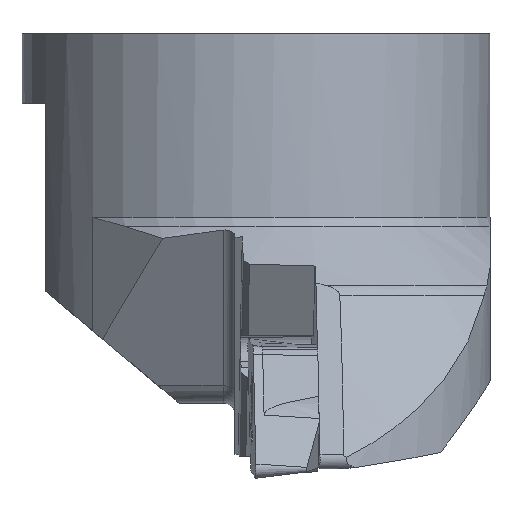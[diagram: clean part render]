
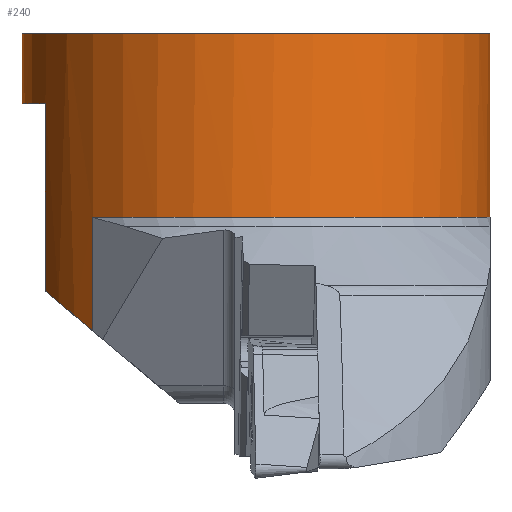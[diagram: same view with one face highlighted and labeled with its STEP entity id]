
A CAD part, left-side view. The second image highlights one B-rep face of the part: STEP entity #240.
In plain terms, the highlighted cylindrical face has radius 20 mm (diameter 40 mm), a full revolution.
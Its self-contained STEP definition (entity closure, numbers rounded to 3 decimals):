
#176=B_SPLINE_CURVE_WITH_KNOTS('',3,(#2537,#2538,#2539,#2540,#2541,#2542),
 .UNSPECIFIED.,.F.,.F.,(4,2,4),(0.,0.5,1.),.UNSPECIFIED.);
#177=B_SPLINE_CURVE_WITH_KNOTS('',3,(#2546,#2547,#2548,#2549,#2550,#2551,
#2552,#2553,#2554,#2555,#2556,#2557,#2558,#2559,#2560,#2561),
 .UNSPECIFIED.,.F.,.F.,(4,3,3,3,3,4),(0.,0.215,0.429,
0.643,0.855,1.),.UNSPECIFIED.);
#178=B_SPLINE_CURVE_WITH_KNOTS('',3,(#2565,#2566,#2567,#2568),
 .UNSPECIFIED.,.F.,.F.,(4,4),(0.,1.),.UNSPECIFIED.);
#215=FACE_BOUND('',#439,.T.);
#216=FACE_BOUND('',#440,.T.);
#240=ADVANCED_FACE('',(#215,#216),#337,.T.);
#337=CYLINDRICAL_SURFACE('',#1864,20.);
#439=EDGE_LOOP('',(#889));
#440=EDGE_LOOP('',(#890,#891,#892,#893,#894,#895,#896,#897,#898,#899,#900,
#901,#902,#903));
#548=CIRCLE('',#1857,20.);
#549=CIRCLE('',#1861,20.);
#550=CIRCLE('',#1863,20.);
#610=LINE('',#2530,#744);
#611=LINE('',#2535,#745);
#612=LINE('',#2570,#746);
#613=LINE('',#2574,#747);
#614=LINE('',#2578,#748);
#744=VECTOR('',#2042,1.);
#745=VECTOR('',#2045,1.);
#746=VECTOR('',#2050,1.);
#747=VECTOR('',#2053,1.);
#748=VECTOR('',#2056,1.);
#889=ORIENTED_EDGE('',*,*,#1535,.F.);
#890=ORIENTED_EDGE('',*,*,#1536,.F.);
#891=ORIENTED_EDGE('',*,*,#1537,.T.);
#892=ORIENTED_EDGE('',*,*,#1538,.T.);
#893=ORIENTED_EDGE('',*,*,#1539,.T.);
#894=ORIENTED_EDGE('',*,*,#1540,.T.);
#895=ORIENTED_EDGE('',*,*,#1541,.T.);
#896=ORIENTED_EDGE('',*,*,#1542,.F.);
#897=ORIENTED_EDGE('',*,*,#1543,.F.);
#898=ORIENTED_EDGE('',*,*,#1544,.T.);
#899=ORIENTED_EDGE('',*,*,#1545,.T.);
#900=ORIENTED_EDGE('',*,*,#1546,.T.);
#901=ORIENTED_EDGE('',*,*,#1547,.T.);
#902=ORIENTED_EDGE('',*,*,#1548,.T.);
#903=ORIENTED_EDGE('',*,*,#1549,.T.);
#1375=VERTEX_POINT('',#2529);
#1376=VERTEX_POINT('',#2531);
#1377=VERTEX_POINT('',#2532);
#1378=VERTEX_POINT('',#2534);
#1379=VERTEX_POINT('',#2536);
#1380=VERTEX_POINT('',#2543);
#1381=VERTEX_POINT('',#2545);
#1382=VERTEX_POINT('',#2562);
#1383=VERTEX_POINT('',#2564);
#1384=VERTEX_POINT('',#2569);
#1385=VERTEX_POINT('',#2571);
#1386=VERTEX_POINT('',#2573);
#1387=VERTEX_POINT('',#2575);
#1388=VERTEX_POINT('',#2577);
#1389=VERTEX_POINT('',#2579);
#1535=EDGE_CURVE('',#1375,#1375,#548,.T.);
#1536=EDGE_CURVE('',#1376,#1377,#610,.T.);
#1537=EDGE_CURVE('',#1376,#1378,#1775,.T.);
#1538=EDGE_CURVE('',#1378,#1379,#611,.T.);
#1539=EDGE_CURVE('',#1379,#1380,#176,.T.);
#1540=EDGE_CURVE('',#1380,#1381,#1776,.T.);
#1541=EDGE_CURVE('',#1381,#1382,#177,.T.);
#1542=EDGE_CURVE('',#1383,#1382,#1777,.T.);
#1543=EDGE_CURVE('',#1384,#1383,#178,.T.);
#1544=EDGE_CURVE('',#1384,#1385,#612,.T.);
#1545=EDGE_CURVE('',#1385,#1386,#549,.T.);
#1546=EDGE_CURVE('',#1386,#1387,#613,.T.);
#1547=EDGE_CURVE('',#1387,#1388,#1778,.T.);
#1548=EDGE_CURVE('',#1388,#1389,#614,.T.);
#1549=EDGE_CURVE('',#1389,#1377,#550,.T.);
#1775=ELLIPSE('',#1858,32.534,20.);
#1776=ELLIPSE('',#1859,20.076,20.);
#1777=ELLIPSE('',#1860,20.076,20.);
#1778=ELLIPSE('',#1862,26.108,20.);
#1857=AXIS2_PLACEMENT_3D('',#2528,#2040,#2041);
#1858=AXIS2_PLACEMENT_3D('',#2533,#2043,#2044);
#1859=AXIS2_PLACEMENT_3D('',#2544,#2046,#2047);
#1860=AXIS2_PLACEMENT_3D('',#2563,#2048,#2049);
#1861=AXIS2_PLACEMENT_3D('',#2572,#2051,#2052);
#1862=AXIS2_PLACEMENT_3D('',#2576,#2054,#2055);
#1863=AXIS2_PLACEMENT_3D('',#2580,#2057,#2058);
#1864=AXIS2_PLACEMENT_3D('',#2581,#2059,#2060);
#2040=DIRECTION('',(0.,0.,1.));
#2041=DIRECTION('',(1.,0.,0.));
#2042=DIRECTION('',(0.,0.,1.));
#2043=DIRECTION('',(-0.035,0.788,0.615));
#2044=DIRECTION('',(0.027,-0.614,0.789));
#2045=DIRECTION('',(0.,0.,1.));
#2046=DIRECTION('',(-0.087,0.,0.996));
#2047=DIRECTION('',(0.996,0.,0.087));
#2048=DIRECTION('',(0.087,0.,-0.996));
#2049=DIRECTION('',(0.996,0.,0.087));
#2050=DIRECTION('',(0.,0.,1.));
#2051=DIRECTION('',(0.,0.,1.));
#2052=DIRECTION('',(0.,-1.,0.));
#2053=DIRECTION('',(0.,0.,-1.));
#2054=DIRECTION('',(0.,-0.643,0.766));
#2055=DIRECTION('',(0.,0.766,0.643));
#2056=DIRECTION('',(0.,0.,1.));
#2057=DIRECTION('',(0.,0.,1.));
#2058=DIRECTION('',(1.,0.,0.));
#2059=DIRECTION('',(0.,0.,1.));
#2060=DIRECTION('',(-1.,0.,0.));
#2528=CARTESIAN_POINT('',(0.,0.,0.));
#2529=CARTESIAN_POINT('',(20.,0.,0.));
#2530=CARTESIAN_POINT('',(0.,-20.,-40.919));
#2531=CARTESIAN_POINT('',(0.,-20.,-28.808));
#2532=CARTESIAN_POINT('',(0.,-20.,-15.693));
#2533=CARTESIAN_POINT('',(0.,0.,-54.444));
#2534=CARTESIAN_POINT('',(1.,-19.975,-28.783));
#2535=CARTESIAN_POINT('',(1.,-19.975,-40.919));
#2536=CARTESIAN_POINT('',(1.,-19.975,-20.069));
#2537=CARTESIAN_POINT('',(1.,-19.975,-20.069));
#2538=CARTESIAN_POINT('',(1.,-19.975,-17.444));
#2539=CARTESIAN_POINT('',(2.055,-19.976,-14.872));
#2540=CARTESIAN_POINT('',(5.61,-19.282,-11.159));
#2541=CARTESIAN_POINT('',(8.069,-18.486,-10.104));
#2542=CARTESIAN_POINT('',(10.311,-17.137,-9.908));
#2543=CARTESIAN_POINT('',(10.311,-17.137,-9.908));
#2544=CARTESIAN_POINT('',(0.,0.,-10.81));
#2545=CARTESIAN_POINT('',(19.919,1.8,-9.067));
#2546=CARTESIAN_POINT('',(19.919,1.8,-9.067));
#2547=CARTESIAN_POINT('',(19.919,1.801,-8.956));
#2548=CARTESIAN_POINT('',(19.917,1.82,-8.843));
#2549=CARTESIAN_POINT('',(19.914,1.858,-8.738));
#2550=CARTESIAN_POINT('',(19.91,1.895,-8.632));
#2551=CARTESIAN_POINT('',(19.905,1.951,-8.532));
#2552=CARTESIAN_POINT('',(19.898,2.021,-8.446));
#2553=CARTESIAN_POINT('',(19.891,2.091,-8.359));
#2554=CARTESIAN_POINT('',(19.882,2.176,-8.284));
#2555=CARTESIAN_POINT('',(19.871,2.27,-8.226));
#2556=CARTESIAN_POINT('',(19.86,2.363,-8.168));
#2557=CARTESIAN_POINT('',(19.847,2.468,-8.126));
#2558=CARTESIAN_POINT('',(19.834,2.575,-8.102));
#2559=CARTESIAN_POINT('',(19.824,2.649,-8.086));
#2560=CARTESIAN_POINT('',(19.814,2.725,-8.078));
#2561=CARTESIAN_POINT('',(19.803,2.8,-8.079));
#2562=CARTESIAN_POINT('',(19.803,2.8,-8.079));
#2563=CARTESIAN_POINT('',(0.,0.,-9.812));
#2564=CARTESIAN_POINT('',(10.324,17.129,-8.909));
#2565=CARTESIAN_POINT('',(8.718,18.,-9.168));
#2566=CARTESIAN_POINT('',(9.259,17.738,-9.04));
#2567=CARTESIAN_POINT('',(9.799,17.446,-8.955));
#2568=CARTESIAN_POINT('',(10.324,17.129,-8.909));
#2569=CARTESIAN_POINT('',(8.718,18.,-9.168));
#2570=CARTESIAN_POINT('',(8.718,18.,53.617));
#2571=CARTESIAN_POINT('',(8.718,18.,-6.));
#2572=CARTESIAN_POINT('',(0.,0.,-6.));
#2573=CARTESIAN_POINT('',(-8.718,18.,-6.));
#2574=CARTESIAN_POINT('',(-8.718,18.,53.617));
#2575=CARTESIAN_POINT('',(-8.718,18.,-22.));
#2576=CARTESIAN_POINT('',(0.,0.,-37.104));
#2577=CARTESIAN_POINT('',(-14.312,13.971,-25.381));
#2578=CARTESIAN_POINT('',(-14.312,13.971,-40.919));
#2579=CARTESIAN_POINT('',(-14.312,13.971,-15.693));
#2580=CARTESIAN_POINT('',(0.,0.,-15.693));
#2581=CARTESIAN_POINT('',(0.,0.,53.617));
